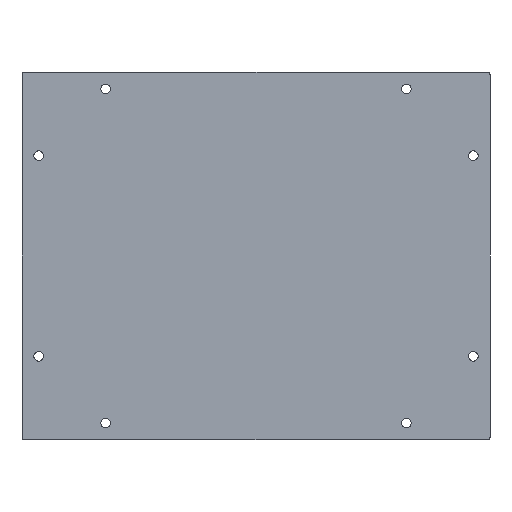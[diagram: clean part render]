
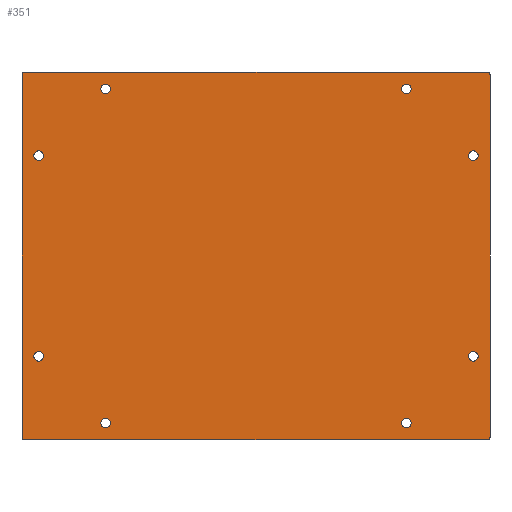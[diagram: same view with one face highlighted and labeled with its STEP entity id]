
A CAD part, front view. The second image highlights one B-rep face of the part: STEP entity #351.
In plain terms, the highlighted planar face has unit normal (0, -1, 0).
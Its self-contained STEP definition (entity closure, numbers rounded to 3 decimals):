
#15=FACE_BOUND('',#58,.T.);
#16=FACE_BOUND('',#59,.T.);
#17=FACE_BOUND('',#60,.T.);
#18=FACE_BOUND('',#61,.T.);
#19=FACE_BOUND('',#62,.T.);
#20=FACE_BOUND('',#63,.T.);
#21=FACE_BOUND('',#64,.T.);
#22=FACE_BOUND('',#65,.T.);
#32=PLANE('',#385);
#39=FACE_OUTER_BOUND('',#57,.T.);
#57=EDGE_LOOP('',(#249,#250,#251,#252,#253,#254,#255,#256));
#58=EDGE_LOOP('',(#257));
#59=EDGE_LOOP('',(#258));
#60=EDGE_LOOP('',(#259));
#61=EDGE_LOOP('',(#260));
#62=EDGE_LOOP('',(#261));
#63=EDGE_LOOP('',(#262));
#64=EDGE_LOOP('',(#263));
#65=EDGE_LOOP('',(#264));
#91=LINE('',#545,#115);
#94=LINE('',#551,#118);
#95=LINE('',#555,#119);
#96=LINE('',#559,#120);
#115=VECTOR('',#435,10.);
#118=VECTOR('',#440,10.);
#119=VECTOR('',#443,10.);
#120=VECTOR('',#446,10.);
#138=CIRCLE('',#383,1.5);
#139=CIRCLE('',#386,1.5);
#140=CIRCLE('',#387,1.5);
#141=CIRCLE('',#388,1.5);
#142=CIRCLE('',#389,2.9);
#143=CIRCLE('',#390,2.9);
#144=CIRCLE('',#391,2.9);
#145=CIRCLE('',#392,2.9);
#146=CIRCLE('',#393,2.9);
#147=CIRCLE('',#394,2.9);
#148=CIRCLE('',#395,2.9);
#149=CIRCLE('',#396,2.9);
#163=VERTEX_POINT('',#538);
#164=VERTEX_POINT('',#540);
#165=VERTEX_POINT('',#544);
#167=VERTEX_POINT('',#550);
#168=VERTEX_POINT('',#552);
#169=VERTEX_POINT('',#554);
#170=VERTEX_POINT('',#556);
#171=VERTEX_POINT('',#558);
#172=VERTEX_POINT('',#561);
#173=VERTEX_POINT('',#563);
#174=VERTEX_POINT('',#565);
#175=VERTEX_POINT('',#567);
#176=VERTEX_POINT('',#569);
#177=VERTEX_POINT('',#571);
#178=VERTEX_POINT('',#573);
#179=VERTEX_POINT('',#575);
#195=EDGE_CURVE('',#163,#164,#138,.T.);
#197=EDGE_CURVE('',#165,#164,#91,.T.);
#200=EDGE_CURVE('',#163,#167,#94,.T.);
#201=EDGE_CURVE('',#168,#167,#139,.T.);
#202=EDGE_CURVE('',#168,#169,#95,.T.);
#203=EDGE_CURVE('',#170,#169,#140,.T.);
#204=EDGE_CURVE('',#170,#171,#96,.T.);
#205=EDGE_CURVE('',#165,#171,#141,.T.);
#206=EDGE_CURVE('',#172,#172,#142,.T.);
#207=EDGE_CURVE('',#173,#173,#143,.T.);
#208=EDGE_CURVE('',#174,#174,#144,.T.);
#209=EDGE_CURVE('',#175,#175,#145,.T.);
#210=EDGE_CURVE('',#176,#176,#146,.T.);
#211=EDGE_CURVE('',#177,#177,#147,.T.);
#212=EDGE_CURVE('',#178,#178,#148,.T.);
#213=EDGE_CURVE('',#179,#179,#149,.T.);
#249=ORIENTED_EDGE('',*,*,#195,.F.);
#250=ORIENTED_EDGE('',*,*,#200,.T.);
#251=ORIENTED_EDGE('',*,*,#201,.F.);
#252=ORIENTED_EDGE('',*,*,#202,.T.);
#253=ORIENTED_EDGE('',*,*,#203,.F.);
#254=ORIENTED_EDGE('',*,*,#204,.T.);
#255=ORIENTED_EDGE('',*,*,#205,.F.);
#256=ORIENTED_EDGE('',*,*,#197,.T.);
#257=ORIENTED_EDGE('',*,*,#206,.T.);
#258=ORIENTED_EDGE('',*,*,#207,.T.);
#259=ORIENTED_EDGE('',*,*,#208,.T.);
#260=ORIENTED_EDGE('',*,*,#209,.T.);
#261=ORIENTED_EDGE('',*,*,#210,.T.);
#262=ORIENTED_EDGE('',*,*,#211,.T.);
#263=ORIENTED_EDGE('',*,*,#212,.T.);
#264=ORIENTED_EDGE('',*,*,#213,.T.);
#351=ADVANCED_FACE('',(#39,#15,#16,#17,#18,#19,#20,#21,#22),#32,.F.);
#383=AXIS2_PLACEMENT_3D('',#541,#430,#431);
#385=AXIS2_PLACEMENT_3D('',#549,#438,#439);
#386=AXIS2_PLACEMENT_3D('',#553,#441,#442);
#387=AXIS2_PLACEMENT_3D('',#557,#444,#445);
#388=AXIS2_PLACEMENT_3D('',#560,#447,#448);
#389=AXIS2_PLACEMENT_3D('',#562,#449,#450);
#390=AXIS2_PLACEMENT_3D('',#564,#451,#452);
#391=AXIS2_PLACEMENT_3D('',#566,#453,#454);
#392=AXIS2_PLACEMENT_3D('',#568,#455,#456);
#393=AXIS2_PLACEMENT_3D('',#570,#457,#458);
#394=AXIS2_PLACEMENT_3D('',#572,#459,#460);
#395=AXIS2_PLACEMENT_3D('',#574,#461,#462);
#396=AXIS2_PLACEMENT_3D('',#576,#463,#464);
#430=DIRECTION('center_axis',(0.,1.,0.));
#431=DIRECTION('ref_axis',(0.707,0.,0.707));
#435=DIRECTION('',(0.,0.,1.));
#438=DIRECTION('center_axis',(0.,1.,0.));
#439=DIRECTION('ref_axis',(-1.,0.,0.));
#440=DIRECTION('',(-1.,0.,0.));
#441=DIRECTION('center_axis',(0.,1.,0.));
#442=DIRECTION('ref_axis',(-0.707,0.,0.707));
#443=DIRECTION('',(0.,0.,-1.));
#444=DIRECTION('center_axis',(0.,1.,0.));
#445=DIRECTION('ref_axis',(-0.707,0.,-0.707));
#446=DIRECTION('',(1.,0.,0.));
#447=DIRECTION('center_axis',(0.,1.,0.));
#448=DIRECTION('ref_axis',(0.707,0.,-0.707));
#449=DIRECTION('center_axis',(0.,1.,0.));
#450=DIRECTION('ref_axis',(0.,0.,-1.));
#451=DIRECTION('center_axis',(0.,1.,0.));
#452=DIRECTION('ref_axis',(0.,0.,-1.));
#453=DIRECTION('center_axis',(0.,1.,0.));
#454=DIRECTION('ref_axis',(0.,0.,-1.));
#455=DIRECTION('center_axis',(0.,1.,0.));
#456=DIRECTION('ref_axis',(0.,0.,-1.));
#457=DIRECTION('center_axis',(0.,1.,0.));
#458=DIRECTION('ref_axis',(0.,0.,-1.));
#459=DIRECTION('center_axis',(0.,1.,0.));
#460=DIRECTION('ref_axis',(0.,0.,-1.));
#461=DIRECTION('center_axis',(0.,1.,0.));
#462=DIRECTION('ref_axis',(0.,0.,-1.));
#463=DIRECTION('center_axis',(0.,1.,0.));
#464=DIRECTION('ref_axis',(0.,0.,-1.));
#538=CARTESIAN_POINT('',(278.5,670.01,220.));
#540=CARTESIAN_POINT('',(280.,670.01,218.5));
#541=CARTESIAN_POINT('Origin',(278.5,670.01,218.5));
#544=CARTESIAN_POINT('',(280.,670.01,1.5));
#545=CARTESIAN_POINT('',(280.,670.01,0.));
#549=CARTESIAN_POINT('Origin',(140.,670.01,110.));
#550=CARTESIAN_POINT('',(1.5,670.01,220.));
#551=CARTESIAN_POINT('',(280.,670.01,220.));
#552=CARTESIAN_POINT('',(0.,670.01,218.5));
#553=CARTESIAN_POINT('Origin',(1.5,670.01,218.5));
#554=CARTESIAN_POINT('',(0.,670.01,1.5));
#555=CARTESIAN_POINT('',(0.,670.01,220.));
#556=CARTESIAN_POINT('',(1.5,670.01,0.));
#557=CARTESIAN_POINT('Origin',(1.5,670.01,1.5));
#558=CARTESIAN_POINT('',(278.5,670.01,0.));
#559=CARTESIAN_POINT('',(0.,670.01,0.));
#560=CARTESIAN_POINT('Origin',(278.5,670.01,1.5));
#561=CARTESIAN_POINT('',(50.,670.01,212.9));
#562=CARTESIAN_POINT('Origin',(50.,670.01,210.));
#563=CARTESIAN_POINT('',(10.,670.01,52.9));
#564=CARTESIAN_POINT('Origin',(10.,670.01,50.));
#565=CARTESIAN_POINT('',(230.,670.01,12.9));
#566=CARTESIAN_POINT('Origin',(230.,670.01,10.));
#567=CARTESIAN_POINT('',(270.,670.01,172.9));
#568=CARTESIAN_POINT('Origin',(270.,670.01,170.));
#569=CARTESIAN_POINT('',(270.,670.01,52.9));
#570=CARTESIAN_POINT('Origin',(270.,670.01,50.));
#571=CARTESIAN_POINT('',(50.,670.01,12.9));
#572=CARTESIAN_POINT('Origin',(50.,670.01,10.));
#573=CARTESIAN_POINT('',(10.,670.01,172.9));
#574=CARTESIAN_POINT('Origin',(10.,670.01,170.));
#575=CARTESIAN_POINT('',(230.,670.01,212.9));
#576=CARTESIAN_POINT('Origin',(230.,670.01,210.));
